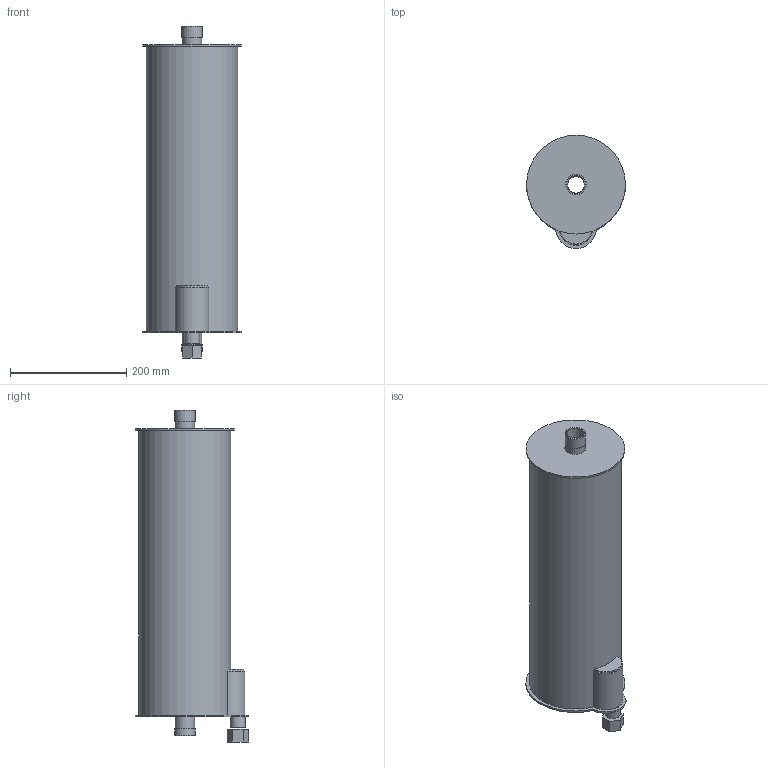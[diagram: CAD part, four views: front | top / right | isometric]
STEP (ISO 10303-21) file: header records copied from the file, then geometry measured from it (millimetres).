
FILE_DESCRIPTION(/* description */ (''),/* implementation_level */ '2;1');
FILE_NAME(/* name */ 'Vsdhc 01 G.stp',/* time_stamp */ '2015-01-23T09:22:54+01:00',/* author */ ('Tekenkamer'),/* organization */ (''),/* preprocessor_version */ 'ST-DEVELOPER v15.6',/* originating_system */ 'Autodesk Inventor 2015',/* authorisation */ '');
FILE_SCHEMA (('AUTOMOTIVE_DESIGN { 1 0 10303 214 3 1 1 }'));
Length unit declared in the file: millimetre
Products named in the file (1): MAAT3D
Bounding box: 170 x 194.5 x 571 mm (x, y, z)
Volume: 554363.8 mm3; surface area: 626517.1 mm2
Topology: 9 solids, 9 shells, 56 faces, 99 edges, 67 vertices
Faces by surface type: plane 32, cylinder 24
Full cylindrical faces by diameter (mm): 21 x2, 26 x1, 29 x2, 30.6 x2, 31 x2, 33.6 x2, 35 x2, 35.6 x2, 155 x1, 158 x1, 170 x1
Entity records: 1309 total; most frequent: DIRECTION 240, CARTESIAN_POINT 199, ORIENTED_EDGE 156, AXIS2_PLACEMENT_3D 105, EDGE_LOOP 94, EDGE_CURVE 78, VERTEX_POINT 64, FACE_OUTER_BOUND 56
